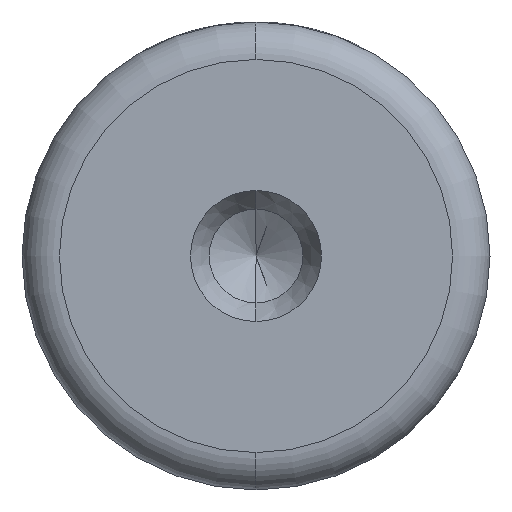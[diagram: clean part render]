
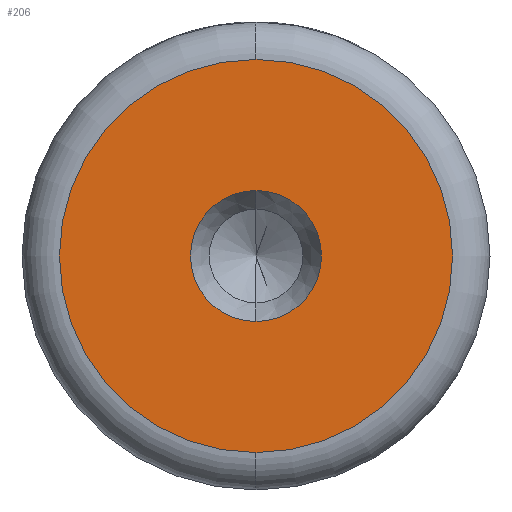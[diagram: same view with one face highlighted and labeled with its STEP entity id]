
A CAD part, left-side view. The second image highlights one B-rep face of the part: STEP entity #206.
In plain terms, the highlighted planar face has unit normal (-1, 0, 0).
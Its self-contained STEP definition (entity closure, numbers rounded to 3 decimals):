
#2 = CARTESIAN_POINT ( 'NONE',  ( 0., 0., 0. ) ) ;
#24 = EDGE_CURVE ( 'NONE', #475, #1167, #338, .T. ) ;
#26 = ORIENTED_EDGE ( 'NONE', *, *, #156, .F. ) ;
#49 = EDGE_CURVE ( 'NONE', #863, #1063, #317, .T. ) ;
#82 = CARTESIAN_POINT ( 'NONE',  ( 0., 0., 0. ) ) ;
#104 = FACE_BOUND ( 'NONE', #493, .T. ) ;
#147 = EDGE_CURVE ( 'NONE', #1167, #475, #690, .T. ) ;
#156 = EDGE_CURVE ( 'NONE', #1063, #863, #1387, .T. ) ;
#206 = ADVANCED_FACE ( 'NONE', ( #561, #104 ), #991, .T. ) ;
#244 = EDGE_LOOP ( 'NONE', ( #656, #979 ) ) ;
#314 = DIRECTION ( 'NONE',  ( -1., 0., 0. ) ) ;
#317 = CIRCLE ( 'NONE', #1196, 3.5 ) ;
#338 = CIRCLE ( 'NONE', #938, 10.5 ) ;
#392 = CARTESIAN_POINT ( 'NONE',  ( 0., 0., 0. ) ) ;
#475 = VERTEX_POINT ( 'NONE', #1408 ) ;
#488 = CARTESIAN_POINT ( 'NONE',  ( 0., 0., 3.5 ) ) ;
#493 = EDGE_LOOP ( 'NONE', ( #26, #833 ) ) ;
#505 = DIRECTION ( 'NONE',  ( 0., 0., 1. ) ) ;
#534 = DIRECTION ( 'NONE',  ( 0., 0., 1. ) ) ;
#561 = FACE_OUTER_BOUND ( 'NONE', #244, .T. ) ;
#584 = DIRECTION ( 'NONE',  ( 0., 0., 1. ) ) ;
#656 = ORIENTED_EDGE ( 'NONE', *, *, #24, .T. ) ;
#657 = DIRECTION ( 'NONE',  ( -1., 0., 0. ) ) ;
#690 = CIRCLE ( 'NONE', #1053, 10.5 ) ;
#724 = DIRECTION ( 'NONE',  ( -1., 0., 0. ) ) ;
#833 = ORIENTED_EDGE ( 'NONE', *, *, #49, .F. ) ;
#863 = VERTEX_POINT ( 'NONE', #888 ) ;
#888 = CARTESIAN_POINT ( 'NONE',  ( 0., 0., -3.5 ) ) ;
#911 = AXIS2_PLACEMENT_3D ( 'NONE', #82, #1212, #584 ) ;
#938 = AXIS2_PLACEMENT_3D ( 'NONE', #2, #724, #534 ) ;
#940 = CARTESIAN_POINT ( 'NONE',  ( 0., 0., -10.5 ) ) ;
#967 = CARTESIAN_POINT ( 'NONE',  ( 0., 0., 0. ) ) ;
#979 = ORIENTED_EDGE ( 'NONE', *, *, #147, .T. ) ;
#991 = PLANE ( 'NONE',  #911 ) ;
#1048 = AXIS2_PLACEMENT_3D ( 'NONE', #1283, #657, #1379 ) ;
#1053 = AXIS2_PLACEMENT_3D ( 'NONE', #967, #314, #1079 ) ;
#1063 = VERTEX_POINT ( 'NONE', #488 ) ;
#1079 = DIRECTION ( 'NONE',  ( 0., 0., 1. ) ) ;
#1148 = DIRECTION ( 'NONE',  ( -1., 0., 0. ) ) ;
#1167 = VERTEX_POINT ( 'NONE', #940 ) ;
#1196 = AXIS2_PLACEMENT_3D ( 'NONE', #392, #1148, #505 ) ;
#1212 = DIRECTION ( 'NONE',  ( -1., 0., 0. ) ) ;
#1283 = CARTESIAN_POINT ( 'NONE',  ( 0., 0., 0. ) ) ;
#1379 = DIRECTION ( 'NONE',  ( 0., 0., 1. ) ) ;
#1387 = CIRCLE ( 'NONE', #1048, 3.5 ) ;
#1408 = CARTESIAN_POINT ( 'NONE',  ( 0., 0., 10.5 ) ) ;
